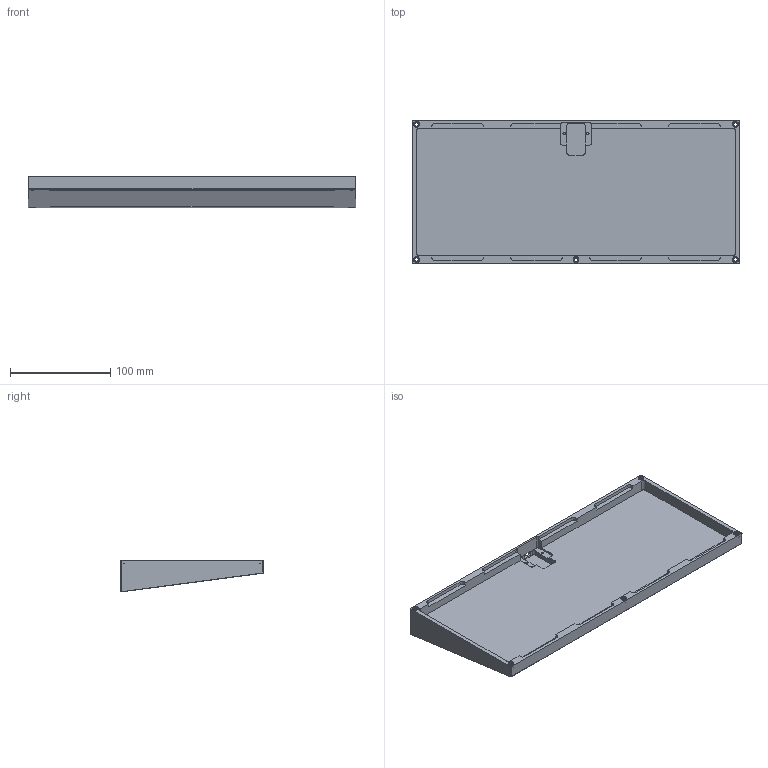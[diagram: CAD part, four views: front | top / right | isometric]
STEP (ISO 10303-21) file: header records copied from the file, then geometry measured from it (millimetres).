
FILE_DESCRIPTION(/* description */ ('STEP AP242','CAx-IF Rec.Pracs.---Representation and Presentation of Product Manufacturing Information (PMI)---4.0---2014-10-13','CAx-IF Rec.Pracs.---3D Tessellated Geometry---0.4---2014-09-14','2;1','CAx-IF Rec.Pracs.---User Defined Attributes---1.5---2016-08-15'),/* implementation_level */ '2;1');
FILE_NAME(/* name */ '690a78314b86d13fdafb8521',/* time_stamp */ '2025-11-04T22:03:52Z',/* author */ (''),/* organization */ (''),/* preprocessor_version */ 'ST-DEVELOPER v20',/* originating_system */ 'ONSHAPE BY PTC INC, 1.206',/* authorisation */ ' ');
FILE_SCHEMA (('AP242_MANAGED_MODEL_BASED_3D_ENGINEERING_MIM_LF { 1 0 10303 442 1 1 4 }'));
Length unit declared in the file: metre
Products named in the file (1): CASE_LOWER
Bounding box: 326 x 142 x 31.66 mm (x, y, z)
Volume: 530437 mm3; surface area: 126887.3 mm2
Topology: 1 solids, 1 shells, 156 faces, 413 edges, 272 vertices
Faces by surface type: plane 83, cylinder 57, cone 12, bspline 4
Full cylindrical faces by diameter (mm): 2.4 x2, 3.4 x5, 5.9 x5, 6 x5
Entity records: 4670 total; most frequent: CARTESIAN_POINT 869, DIRECTION 786, ORIENTED_EDGE 746, EDGE_CURVE 373, AXIS2_PLACEMENT_3D 276, VERTEX_POINT 259, LINE 234, VECTOR 234
